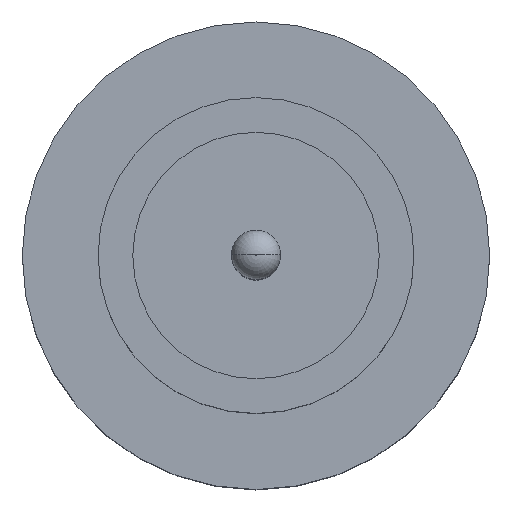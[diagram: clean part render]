
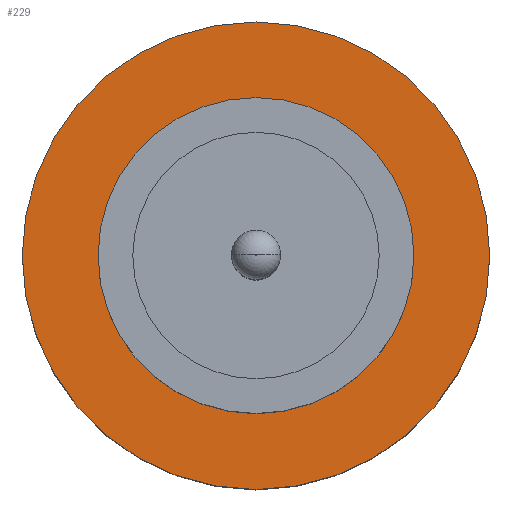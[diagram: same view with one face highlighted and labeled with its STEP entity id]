
A CAD part, top view. The second image highlights one B-rep face of the part: STEP entity #229.
In plain terms, the highlighted planar face has unit normal (0, 0, 1).
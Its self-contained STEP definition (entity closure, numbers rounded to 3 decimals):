
#9 = CARTESIAN_POINT ( 'NONE',  ( 0., 0., 1.55 ) ) ;
#71 = PLANE ( 'NONE',  #135 ) ;
#73 = CIRCLE ( 'NONE', #387, 1.85 ) ;
#109 = AXIS2_PLACEMENT_3D ( 'NONE', #369, #583, #191 ) ;
#133 = CIRCLE ( 'NONE', #109, 1.25 ) ;
#135 = AXIS2_PLACEMENT_3D ( 'NONE', #9, #639, #762 ) ;
#142 = EDGE_LOOP ( 'NONE', ( #595, #304 ) ) ;
#165 = AXIS2_PLACEMENT_3D ( 'NONE', #559, #800, #733 ) ;
#170 = EDGE_CURVE ( 'NONE', #591, #740, #500, .T. ) ;
#174 = DIRECTION ( 'NONE',  ( 1., 0., 0. ) ) ;
#185 = ORIENTED_EDGE ( 'NONE', *, *, #170, .F. ) ;
#187 = AXIS2_PLACEMENT_3D ( 'NONE', #336, #232, #174 ) ;
#188 = VERTEX_POINT ( 'NONE', #626 ) ;
#191 = DIRECTION ( 'NONE',  ( 1., 0., 0. ) ) ;
#208 = CARTESIAN_POINT ( 'NONE',  ( -1.25, 0., 1.55 ) ) ;
#229 = ADVANCED_FACE ( 'NONE', ( #310, #573 ), #71, .T. ) ;
#232 = DIRECTION ( 'NONE',  ( 0., 0., 1. ) ) ;
#238 = EDGE_CURVE ( 'NONE', #740, #591, #133, .T. ) ;
#304 = ORIENTED_EDGE ( 'NONE', *, *, #504, .T. ) ;
#310 = FACE_BOUND ( 'NONE', #490, .T. ) ;
#317 = VERTEX_POINT ( 'NONE', #388 ) ;
#336 = CARTESIAN_POINT ( 'NONE',  ( 0., 0., 1.55 ) ) ;
#343 = DIRECTION ( 'NONE',  ( 0., 0., 1. ) ) ;
#360 = ORIENTED_EDGE ( 'NONE', *, *, #238, .F. ) ;
#369 = CARTESIAN_POINT ( 'NONE',  ( 0., 0., 1.55 ) ) ;
#387 = AXIS2_PLACEMENT_3D ( 'NONE', #473, #343, #667 ) ;
#388 = CARTESIAN_POINT ( 'NONE',  ( -1.85, 0., 1.55 ) ) ;
#412 = CIRCLE ( 'NONE', #187, 1.85 ) ;
#473 = CARTESIAN_POINT ( 'NONE',  ( 0., 0., 1.55 ) ) ;
#490 = EDGE_LOOP ( 'NONE', ( #185, #360 ) ) ;
#500 = CIRCLE ( 'NONE', #165, 1.25 ) ;
#501 = EDGE_CURVE ( 'NONE', #317, #188, #73, .T. ) ;
#504 = EDGE_CURVE ( 'NONE', #188, #317, #412, .T. ) ;
#559 = CARTESIAN_POINT ( 'NONE',  ( 0., 0., 1.55 ) ) ;
#573 = FACE_OUTER_BOUND ( 'NONE', #142, .T. ) ;
#583 = DIRECTION ( 'NONE',  ( 0., 0., 1. ) ) ;
#591 = VERTEX_POINT ( 'NONE', #749 ) ;
#595 = ORIENTED_EDGE ( 'NONE', *, *, #501, .T. ) ;
#626 = CARTESIAN_POINT ( 'NONE',  ( 1.85, 0., 1.55 ) ) ;
#639 = DIRECTION ( 'NONE',  ( 0., 0., 1. ) ) ;
#667 = DIRECTION ( 'NONE',  ( 1., 0., 0. ) ) ;
#733 = DIRECTION ( 'NONE',  ( 1., 0., 0. ) ) ;
#740 = VERTEX_POINT ( 'NONE', #208 ) ;
#749 = CARTESIAN_POINT ( 'NONE',  ( 1.25, 0., 1.55 ) ) ;
#762 = DIRECTION ( 'NONE',  ( 1., 0., 0. ) ) ;
#800 = DIRECTION ( 'NONE',  ( 0., 0., 1. ) ) ;
